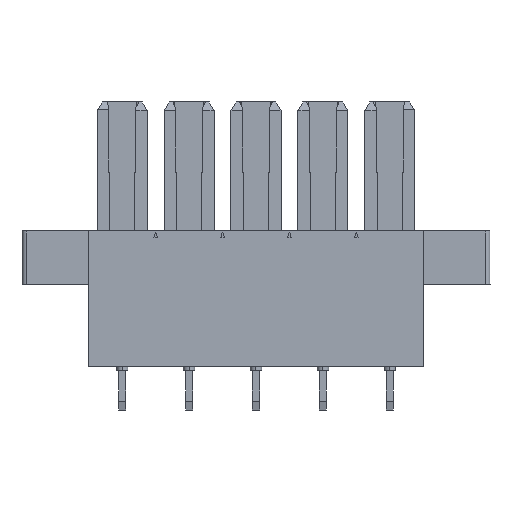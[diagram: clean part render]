
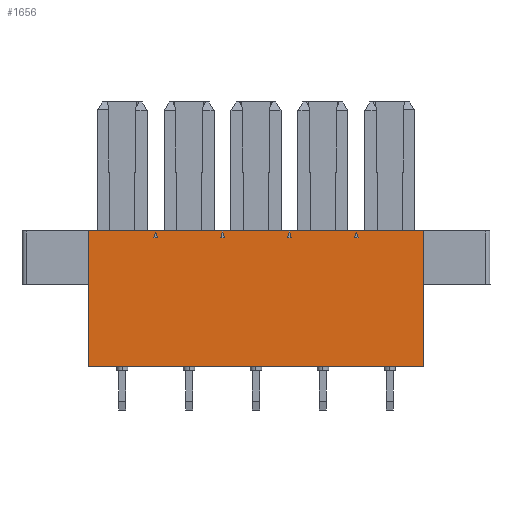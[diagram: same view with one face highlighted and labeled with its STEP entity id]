
A CAD part, front view. The second image highlights one B-rep face of the part: STEP entity #1656.
In plain terms, the highlighted planar face has unit normal (0, -1, 0).
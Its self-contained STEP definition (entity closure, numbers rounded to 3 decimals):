
#424=CARTESIAN_POINT('',(-19.05,-6.4,15.4));
#425=VERTEX_POINT('',#424);
#465=CARTESIAN_POINT('',(-19.05,-6.4,0.));
#466=VERTEX_POINT('',#465);
#473=CARTESIAN_POINT('',(-19.05,-6.4,15.4));
#474=DIRECTION('',(0.,0.,-1.0));
#475=VECTOR('',#474,15.4);
#476=LINE('',#473,#475);
#477=EDGE_CURVE('',#425,#466,#476,.T.);
#1516=CARTESIAN_POINT('',(-20.955,-6.4,16.17));
#1517=DIRECTION('',(0.,-1.0,0.));
#1518=DIRECTION('',(-1.0,0.,0.));
#1519=AXIS2_PLACEMENT_3D('',#1516,#1517,#1518);
#1520=PLANE('',#1519);
#1521=CARTESIAN_POINT('',(19.05,-6.4,15.4));
#1522=VERTEX_POINT('',#1521);
#1523=CARTESIAN_POINT('',(-11.43,-6.4,15.4));
#1524=VERTEX_POINT('',#1523);
#1525=CARTESIAN_POINT('',(19.05,-6.4,15.4));
#1526=DIRECTION('',(-1.0,0.,0.));
#1527=VECTOR('',#1526,30.48);
#1528=LINE('',#1525,#1527);
#1529=EDGE_CURVE('',#1522,#1524,#1528,.T.);
#1530=ORIENTED_EDGE('',*,*,#1529,.T.);
#1531=CARTESIAN_POINT('',(-11.43,-6.4,15.4));
#1532=DIRECTION('',(-1.0,0.,0.));
#1533=VECTOR('',#1532,7.62);
#1534=LINE('',#1531,#1533);
#1535=EDGE_CURVE('',#1524,#425,#1534,.T.);
#1536=ORIENTED_EDGE('',*,*,#1535,.T.);
#1537=ORIENTED_EDGE('',*,*,#477,.T.);
#1538=CARTESIAN_POINT('',(19.05,-6.4,0.));
#1539=VERTEX_POINT('',#1538);
#1540=CARTESIAN_POINT('',(-19.05,-6.4,0.));
#1541=DIRECTION('',(1.0,0.,0.));
#1542=VECTOR('',#1541,38.1);
#1543=LINE('',#1540,#1542);
#1544=EDGE_CURVE('',#466,#1539,#1543,.T.);
#1545=ORIENTED_EDGE('',*,*,#1544,.T.);
#1546=CARTESIAN_POINT('',(19.05,-6.4,0.));
#1547=DIRECTION('',(0.,0.,1.0));
#1548=VECTOR('',#1547,15.4);
#1549=LINE('',#1546,#1548);
#1550=EDGE_CURVE('',#1539,#1522,#1549,.T.);
#1551=ORIENTED_EDGE('',*,*,#1550,.T.);
#1552=EDGE_LOOP('',(#1530,#1536,#1537,#1545,#1551));
#1553=FACE_OUTER_BOUND('',#1552,.T.);
#1554=CARTESIAN_POINT('',(-11.631,-6.4,14.65));
#1555=VERTEX_POINT('',#1554);
#1556=CARTESIAN_POINT('',(-11.43,-6.4,15.4));
#1557=DIRECTION('',(-0.259,0.,-0.966));
#1558=VECTOR('',#1557,0.776);
#1559=LINE('',#1556,#1558);
#1560=EDGE_CURVE('',#1524,#1555,#1559,.T.);
#1561=ORIENTED_EDGE('',*,*,#1560,.F.);
#1562=CARTESIAN_POINT('',(-11.229,-6.4,14.65));
#1563=VERTEX_POINT('',#1562);
#1564=CARTESIAN_POINT('',(-11.229,-6.4,14.65));
#1565=DIRECTION('',(-0.259,0.,0.966));
#1566=VECTOR('',#1565,0.776);
#1567=LINE('',#1564,#1566);
#1568=EDGE_CURVE('',#1563,#1524,#1567,.T.);
#1569=ORIENTED_EDGE('',*,*,#1568,.F.);
#1570=CARTESIAN_POINT('',(-11.631,-6.4,14.65));
#1571=DIRECTION('',(1.0,0.,0.));
#1572=VECTOR('',#1571,0.402);
#1573=LINE('',#1570,#1572);
#1574=EDGE_CURVE('',#1555,#1563,#1573,.T.);
#1575=ORIENTED_EDGE('',*,*,#1574,.F.);
#1576=EDGE_LOOP('',(#1561,#1569,#1575));
#1577=FACE_BOUND('',#1576,.T.);
#1578=CARTESIAN_POINT('',(-3.81,-6.4,15.4));
#1579=VERTEX_POINT('',#1578);
#1580=CARTESIAN_POINT('',(-4.011,-6.4,14.65));
#1581=VERTEX_POINT('',#1580);
#1582=CARTESIAN_POINT('',(-3.81,-6.4,15.4));
#1583=DIRECTION('',(-0.259,0.,-0.966));
#1584=VECTOR('',#1583,0.776);
#1585=LINE('',#1582,#1584);
#1586=EDGE_CURVE('',#1579,#1581,#1585,.T.);
#1587=ORIENTED_EDGE('',*,*,#1586,.F.);
#1588=CARTESIAN_POINT('',(-3.609,-6.4,14.65));
#1589=VERTEX_POINT('',#1588);
#1590=CARTESIAN_POINT('',(-3.609,-6.4,14.65));
#1591=DIRECTION('',(-0.259,0.,0.966));
#1592=VECTOR('',#1591,0.776);
#1593=LINE('',#1590,#1592);
#1594=EDGE_CURVE('',#1589,#1579,#1593,.T.);
#1595=ORIENTED_EDGE('',*,*,#1594,.F.);
#1596=CARTESIAN_POINT('',(-4.011,-6.4,14.65));
#1597=DIRECTION('',(1.0,0.,0.));
#1598=VECTOR('',#1597,0.402);
#1599=LINE('',#1596,#1598);
#1600=EDGE_CURVE('',#1581,#1589,#1599,.T.);
#1601=ORIENTED_EDGE('',*,*,#1600,.F.);
#1602=EDGE_LOOP('',(#1587,#1595,#1601));
#1603=FACE_BOUND('',#1602,.T.);
#1604=CARTESIAN_POINT('',(3.81,-6.4,15.4));
#1605=VERTEX_POINT('',#1604);
#1606=CARTESIAN_POINT('',(3.609,-6.4,14.65));
#1607=VERTEX_POINT('',#1606);
#1608=CARTESIAN_POINT('',(3.81,-6.4,15.4));
#1609=DIRECTION('',(-0.259,0.,-0.966));
#1610=VECTOR('',#1609,0.776);
#1611=LINE('',#1608,#1610);
#1612=EDGE_CURVE('',#1605,#1607,#1611,.T.);
#1613=ORIENTED_EDGE('',*,*,#1612,.F.);
#1614=CARTESIAN_POINT('',(4.011,-6.4,14.65));
#1615=VERTEX_POINT('',#1614);
#1616=CARTESIAN_POINT('',(4.011,-6.4,14.65));
#1617=DIRECTION('',(-0.259,0.,0.966));
#1618=VECTOR('',#1617,0.776);
#1619=LINE('',#1616,#1618);
#1620=EDGE_CURVE('',#1615,#1605,#1619,.T.);
#1621=ORIENTED_EDGE('',*,*,#1620,.F.);
#1622=CARTESIAN_POINT('',(3.609,-6.4,14.65));
#1623=DIRECTION('',(1.0,0.,0.));
#1624=VECTOR('',#1623,0.402);
#1625=LINE('',#1622,#1624);
#1626=EDGE_CURVE('',#1607,#1615,#1625,.T.);
#1627=ORIENTED_EDGE('',*,*,#1626,.F.);
#1628=EDGE_LOOP('',(#1613,#1621,#1627));
#1629=FACE_BOUND('',#1628,.T.);
#1630=CARTESIAN_POINT('',(11.43,-6.4,15.4));
#1631=VERTEX_POINT('',#1630);
#1632=CARTESIAN_POINT('',(11.229,-6.4,14.65));
#1633=VERTEX_POINT('',#1632);
#1634=CARTESIAN_POINT('',(11.43,-6.4,15.4));
#1635=DIRECTION('',(-0.259,0.,-0.966));
#1636=VECTOR('',#1635,0.776);
#1637=LINE('',#1634,#1636);
#1638=EDGE_CURVE('',#1631,#1633,#1637,.T.);
#1639=ORIENTED_EDGE('',*,*,#1638,.F.);
#1640=CARTESIAN_POINT('',(11.631,-6.4,14.65));
#1641=VERTEX_POINT('',#1640);
#1642=CARTESIAN_POINT('',(11.631,-6.4,14.65));
#1643=DIRECTION('',(-0.259,0.,0.966));
#1644=VECTOR('',#1643,0.776);
#1645=LINE('',#1642,#1644);
#1646=EDGE_CURVE('',#1641,#1631,#1645,.T.);
#1647=ORIENTED_EDGE('',*,*,#1646,.F.);
#1648=CARTESIAN_POINT('',(11.229,-6.4,14.65));
#1649=DIRECTION('',(1.0,0.,0.));
#1650=VECTOR('',#1649,0.402);
#1651=LINE('',#1648,#1650);
#1652=EDGE_CURVE('',#1633,#1641,#1651,.T.);
#1653=ORIENTED_EDGE('',*,*,#1652,.F.);
#1654=EDGE_LOOP('',(#1639,#1647,#1653));
#1655=FACE_BOUND('',#1654,.T.);
#1656=ADVANCED_FACE('',(#1553,#1577,#1603,#1629,#1655),#1520,.T.);
